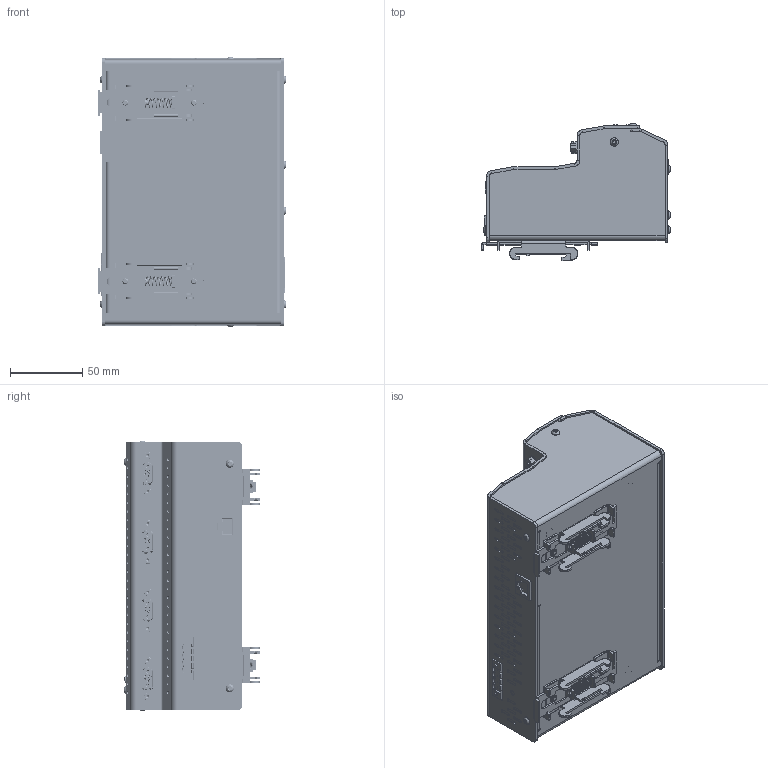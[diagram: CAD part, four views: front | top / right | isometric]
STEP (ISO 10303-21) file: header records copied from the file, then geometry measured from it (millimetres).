
FILE_DESCRIPTION (( 'STEP AP203' ), '1' );
FILE_NAME ('43299.STEP', '2019-10-29T14:58:35', ( '' ), ( '' ), 'SwSTEP 2.0', 'SolidWorks 2019', '' );
FILE_SCHEMA (( 'CONFIG_CONTROL_DESIGN' ));
Length unit declared in the file: inch
Products named in the file (1): 43299
Bounding box: 130.93 x 94.88 x 187.3 mm (x, y, z)
Volume: 1495911.9 mm3; surface area: 108921.7 mm2
Topology: 1 solids, 23 shells, 4416 faces, 10950 edges, 7039 vertices
Faces by surface type: plane 2368, cylinder 1244, bspline 518, cone 268, sphere 16, torus 2
Full cylindrical faces by diameter (mm): 1.57 x2, 1.689 x32, 2 x120, 2.261 x8, 2.3 x2, 2.5 x2, 2.794 x8, 2.845 x8, 3 x10, 3.15 x8, 3.2 x10, 3.429 x1, 3.658 x8, 4 x4, 5.004 x2, 5.2 x4, 5.7 x12, 6.408 x4, 7.12 x4, 7.14 x4
Entity records: 168827 total; most frequent: CARTESIAN_POINT 69153, ORIENTED_EDGE 20776, DIRECTION 19328, EDGE_CURVE 10388, VERTEX_POINT 6832, AXIS2_PLACEMENT_3D 6473, VECTOR 6382, LINE 6382
